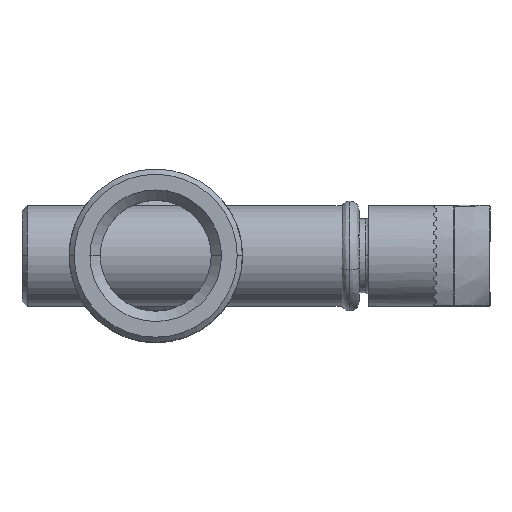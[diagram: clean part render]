
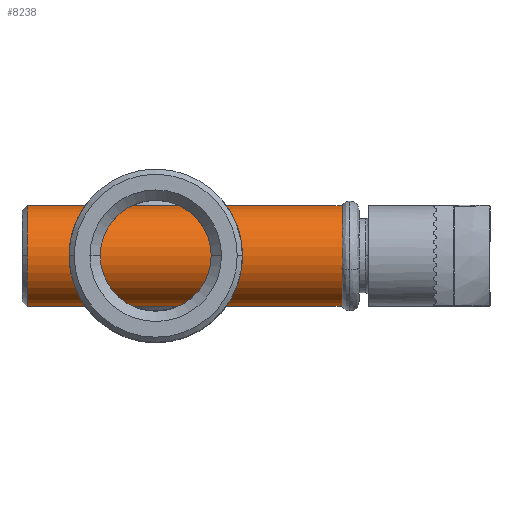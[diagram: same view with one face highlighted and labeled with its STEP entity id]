
A CAD part, top view. The second image highlights one B-rep face of the part: STEP entity #8238.
In plain terms, the highlighted cylindrical face has radius 4.9 mm (diameter 9.8 mm), a partial arc.
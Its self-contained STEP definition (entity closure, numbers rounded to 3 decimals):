
#315 = ORIENTED_EDGE ( 'NONE', *, *, #7164, .T. ) ;
#320 = ORIENTED_EDGE ( 'NONE', *, *, #12633, .T. ) ;
#471 = CIRCLE ( 'NONE', #7524, 4.9 ) ;
#785 = ORIENTED_EDGE ( 'NONE', *, *, #5565, .T. ) ;
#1393 = CYLINDRICAL_SURFACE ( 'NONE', #2636, 4.9 ) ;
#1394 = DIRECTION ( 'NONE',  ( -1., 0., 0. ) ) ;
#2636 = AXIS2_PLACEMENT_3D ( 'NONE', #11942, #6435, #5374 ) ;
#3311 = CARTESIAN_POINT ( 'NONE',  ( -17.707, -14.43, 4. ) ) ;
#3556 = EDGE_LOOP ( 'NONE', ( #785, #320, #6798, #315, #10778 ) ) ;
#4007 = VERTEX_POINT ( 'NONE', #5365 ) ;
#4070 = VECTOR ( 'NONE', #1394, 1000. ) ;
#4139 = VERTEX_POINT ( 'NONE', #4326 ) ;
#4233 = CIRCLE ( 'NONE', #13002, 4.9 ) ;
#4326 = CARTESIAN_POINT ( 'NONE',  ( -17.707, -9.53, 4. ) ) ;
#4437 = DIRECTION ( 'NONE',  ( 0., -1., 0. ) ) ;
#4994 = DIRECTION ( 'NONE',  ( 1., 0., 0. ) ) ;
#5365 = CARTESIAN_POINT ( 'NONE',  ( -17.707, -19.33, 4. ) ) ;
#5374 = DIRECTION ( 'NONE',  ( 0., -1., 0. ) ) ;
#5565 = EDGE_CURVE ( 'NONE', #6196, #6720, #4233, .T. ) ;
#5790 = AXIS2_PLACEMENT_3D ( 'NONE', #11568, #4994, #12664 ) ;
#5797 = CARTESIAN_POINT ( 'NONE',  ( 13.393, -14.43, 4. ) ) ;
#6196 = VERTEX_POINT ( 'NONE', #10802 ) ;
#6202 = CIRCLE ( 'NONE', #5790, 4.9 ) ;
#6435 = DIRECTION ( 'NONE',  ( -1., 0., 0. ) ) ;
#6720 = VERTEX_POINT ( 'NONE', #13919 ) ;
#6798 = ORIENTED_EDGE ( 'NONE', *, *, #11346, .T. ) ;
#6913 = DIRECTION ( 'NONE',  ( 0., -1., 0. ) ) ;
#7164 = EDGE_CURVE ( 'NONE', #7339, #4007, #6202, .T. ) ;
#7339 = VERTEX_POINT ( 'NONE', #12877 ) ;
#7468 = EDGE_CURVE ( 'NONE', #6196, #4007, #12675, .T. ) ;
#7524 = AXIS2_PLACEMENT_3D ( 'NONE', #3311, #11018, #4437 ) ;
#8238 = ADVANCED_FACE ( 'NONE', ( #14240 ), #1393, .T. ) ;
#9839 = CARTESIAN_POINT ( 'NONE',  ( -18.207, -19.33, 4. ) ) ;
#9901 = LINE ( 'NONE', #13592, #4070 ) ;
#10778 = ORIENTED_EDGE ( 'NONE', *, *, #7468, .F. ) ;
#10802 = CARTESIAN_POINT ( 'NONE',  ( 13.393, -19.33, 4. ) ) ;
#10987 = DIRECTION ( 'NONE',  ( -1., 0., 0. ) ) ;
#11018 = DIRECTION ( 'NONE',  ( 1., 0., 0. ) ) ;
#11138 = VECTOR ( 'NONE', #10987, 1000. ) ;
#11346 = EDGE_CURVE ( 'NONE', #4139, #7339, #471, .T. ) ;
#11568 = CARTESIAN_POINT ( 'NONE',  ( -17.707, -14.43, 4. ) ) ;
#11942 = CARTESIAN_POINT ( 'NONE',  ( -18.207, -14.43, 4. ) ) ;
#12633 = EDGE_CURVE ( 'NONE', #6720, #4139, #9901, .T. ) ;
#12664 = DIRECTION ( 'NONE',  ( 0., -1., 0. ) ) ;
#12675 = LINE ( 'NONE', #9839, #11138 ) ;
#12877 = CARTESIAN_POINT ( 'NONE',  ( -17.707, -14.43, 8.9 ) ) ;
#13002 = AXIS2_PLACEMENT_3D ( 'NONE', #5797, #13473, #6913 ) ;
#13473 = DIRECTION ( 'NONE',  ( -1., 0., 0. ) ) ;
#13592 = CARTESIAN_POINT ( 'NONE',  ( -18.207, -9.53, 4. ) ) ;
#13919 = CARTESIAN_POINT ( 'NONE',  ( 13.393, -9.53, 4. ) ) ;
#14240 = FACE_OUTER_BOUND ( 'NONE', #3556, .T. ) ;
